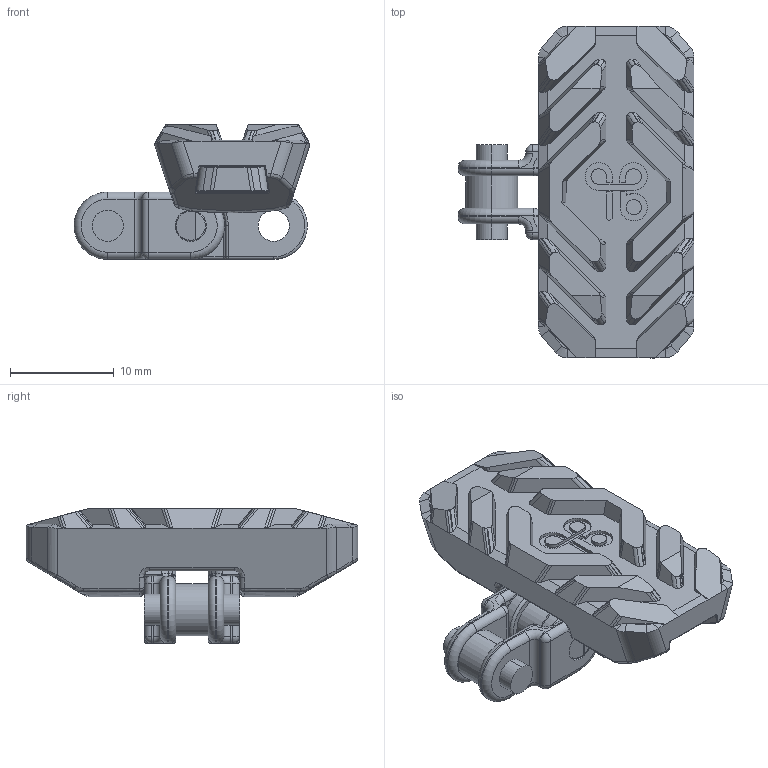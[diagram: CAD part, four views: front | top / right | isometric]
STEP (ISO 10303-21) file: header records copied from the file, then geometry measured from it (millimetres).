
FILE_DESCRIPTION (( 'STEP AP203' ), '1' );
FILE_NAME ('2409-0001-0001 Assembly (1ea part).STEP', '2023-01-03T14:19:42', ( '' ), ( '' ), 'SwSTEP 2.0', 'SolidWorks 2016', '' );
FILE_SCHEMA (( 'CONFIG_CONTROL_DESIGN' ));
Length unit declared in the file: millimetre
Products named in the file (4): 2408-0001-0001 Installed; 2409-0001-0001 Assembly (1ea part); 3313-0108-0050; 3309-0108 black plastic chain
Assembly tree (3 placements, depth 2):
  2409-0001-0001 Assembly (1ea part)
    3309-0108 black plastic chain
    2408-0001-0001 Installed
    3313-0108-0050
Bounding box: 22.75 x 32 x 13 mm (x, y, z)
Volume: 3052.6 mm3; surface area: 3238.6 mm2
Topology: 3 solids, 3 shells, 794 faces, 2000 edges, 1190 vertices
Faces by surface type: cylinder 346, plane 207, bspline 167, torus 54, sphere 20
Entity records: 39336 total; most frequent: CARTESIAN_POINT 22079, ORIENTED_EDGE 3940, DIRECTION 3042, EDGE_CURVE 1970, VERTEX_POINT 1190, AXIS2_PLACEMENT_3D 1075, LINE 892, VECTOR 892
